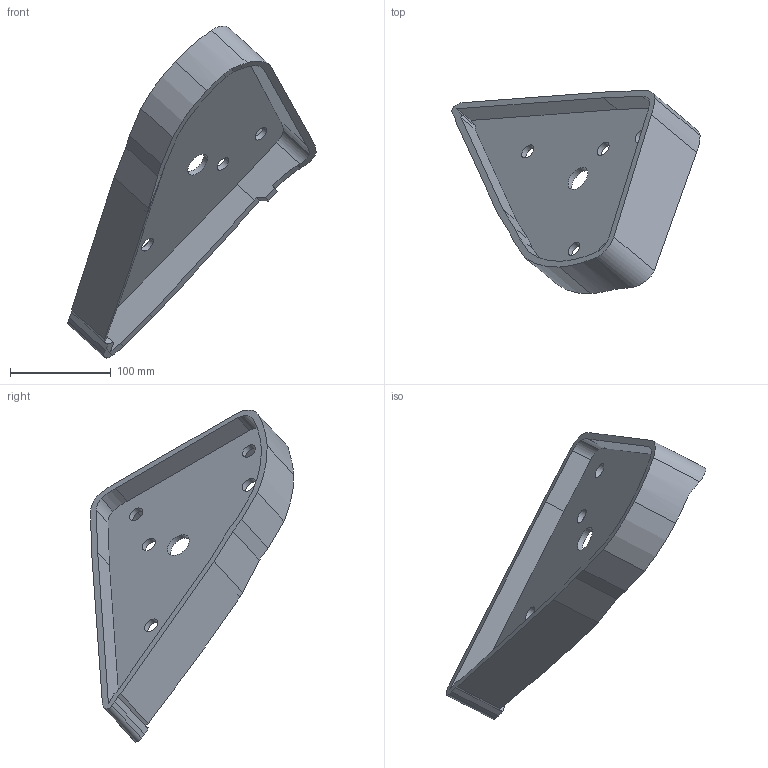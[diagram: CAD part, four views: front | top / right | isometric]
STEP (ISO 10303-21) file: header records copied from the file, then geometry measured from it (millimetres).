
FILE_DESCRIPTION(/* description */ (''),/* implementation_level */ '2;1');
FILE_NAME(/* name */ 'ram-spacer-v1.step',/* time_stamp */ '2025-08-08T16:22:32+03:00',/* author */ ('Office Manager'),/* organization */ (''),/* preprocessor_version */ 'ST-DEVELOPER v20',/* originating_system */ 'Autodesk Inventor 2025',/* authorisation */ '');
FILE_SCHEMA (('AUTOMOTIVE_DESIGN { 1 0 10303 214 3 1 1 }'));
Length unit declared in the file: inch
Products named in the file (1): ram-mirror2
Bounding box: 246.3 x 201.69 x 329.47 mm (x, y, z)
Volume: 544430.4 mm3; surface area: 177151.1 mm2
Topology: 1 solids, 1 shells, 89 faces, 250 edges, 164 vertices
Faces by surface type: plane 62, cylinder 27
Full cylindrical faces by diameter (mm): 15.24 x5, 25.4 x1
Entity records: 2941 total; most frequent: CARTESIAN_POINT 505, ORIENTED_EDGE 502, DIRECTION 496, EDGE_CURVE 251, LINE 186, VECTOR 186, VERTEX_POINT 164, AXIS2_PLACEMENT_3D 155
